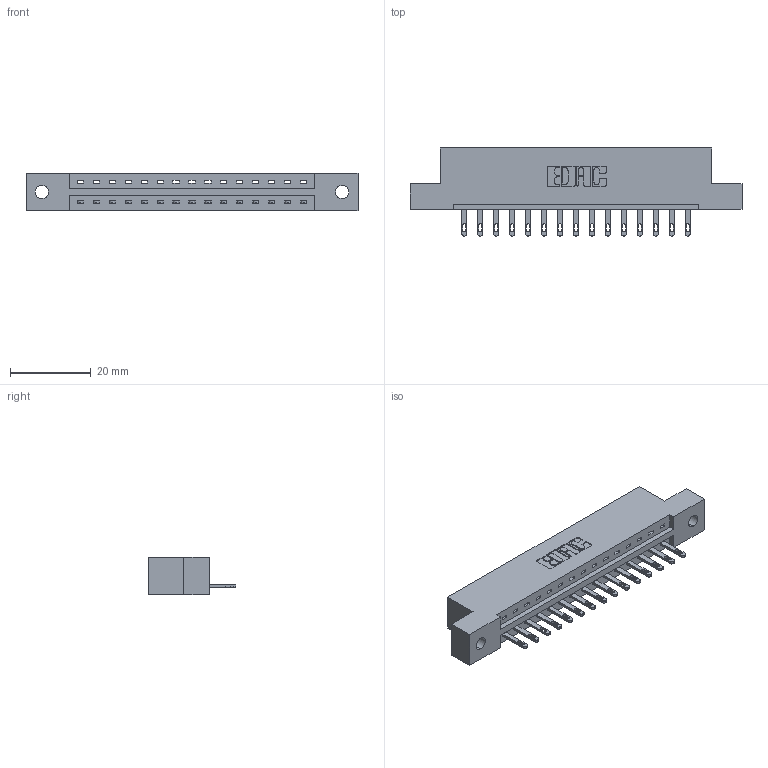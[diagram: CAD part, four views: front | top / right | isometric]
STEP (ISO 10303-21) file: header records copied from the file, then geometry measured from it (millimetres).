
FILE_DESCRIPTION (( 'STEP AP203' ), '1' );
FILE_NAME ('887-015-500-102.STEP', '2020-09-20T16:59:13', ( '' ), ( '' ), 'SwSTEP 2.0', 'SolidWorks 2020', '' );
FILE_SCHEMA (( 'CONFIG_CONTROL_DESIGN' ));
Length unit declared in the file: inch
Products named in the file (3): 887-015-500-102; 345-292-001_345-293-100; 837 Part_Flush Mounting Lugs - 0.128 Dia
Assembly tree (16 placements, depth 2):
  887-015-500-102
    837 Part_Flush Mounting Lugs - 0.128 Dia
    345-292-001_345-293-100  x15
Bounding box: 82.45 x 21.85 x 9.4 mm (x, y, z)
Volume: 8203.9 mm3; surface area: 8092.8 mm2
Topology: 16 solids, 16 shells, 984 faces, 3011 edges, 2006 vertices
Faces by surface type: plane 670, cylinder 314
Entity records: 14575 total; most frequent: CARTESIAN_POINT 2543, ORIENTED_EDGE 2494, DIRECTION 2197, EDGE_CURVE 1247, VECTOR 1115, LINE 1115, VERTEX_POINT 830, AXIS2_PLACEMENT_3D 541
